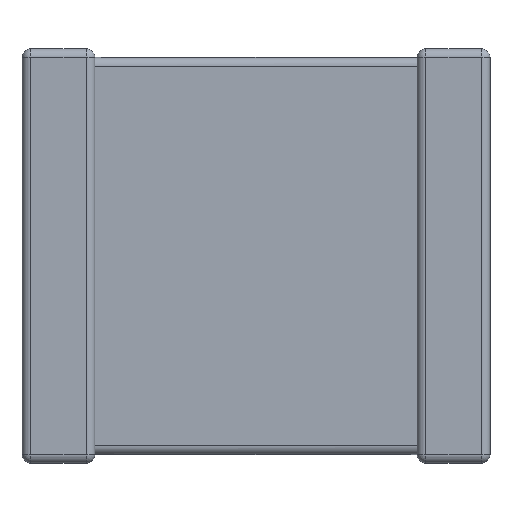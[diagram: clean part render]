
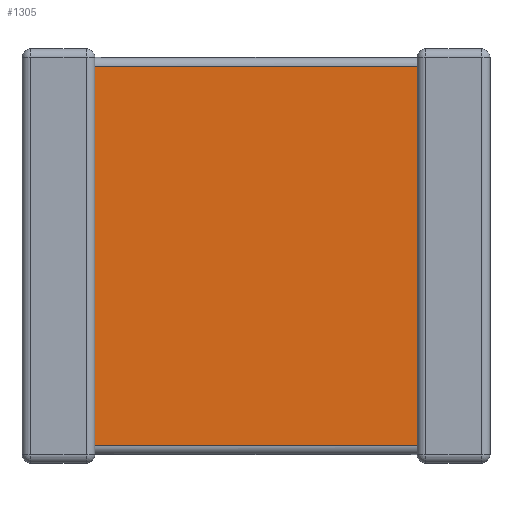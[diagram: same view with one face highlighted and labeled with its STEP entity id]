
A CAD part, front view. The second image highlights one B-rep face of the part: STEP entity #1305.
In plain terms, the highlighted planar face has unit normal (0, -1, 0).
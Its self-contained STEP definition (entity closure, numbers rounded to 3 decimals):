
#100 = LINE ( 'NONE', #3991, #1328 ) ;
#200 = VERTEX_POINT ( 'NONE', #3806 ) ;
#206 = DIRECTION ( 'NONE',  ( 1., 0., 0. ) ) ;
#305 = EDGE_CURVE ( 'NONE', #2471, #1339, #2575, .T. ) ;
#648 = DIRECTION ( 'NONE',  ( -1., 0., 0. ) ) ;
#849 = AXIS2_PLACEMENT_3D ( 'NONE', #2271, #2626, #3353 ) ;
#888 = CARTESIAN_POINT ( 'NONE',  ( 0.95, 0.112, -0.225 ) ) ;
#899 = EDGE_CURVE ( 'NONE', #200, #3223, #3043, .T. ) ;
#1121 = VECTOR ( 'NONE', #206, 1000. ) ;
#1305 = ADVANCED_FACE ( 'NONE', ( #3944 ), #1544, .T. ) ;
#1328 = VECTOR ( 'NONE', #4315, 1000. ) ;
#1339 = VERTEX_POINT ( 'NONE', #888 ) ;
#1490 = EDGE_CURVE ( 'NONE', #3223, #2471, #4276, .T. ) ;
#1530 = ORIENTED_EDGE ( 'NONE', *, *, #2030, .F. ) ;
#1544 = PLANE ( 'NONE',  #849 ) ;
#1620 = VECTOR ( 'NONE', #3291, 1000. ) ;
#1650 = CARTESIAN_POINT ( 'NONE',  ( 5.15, 0.112, -5.175 ) ) ;
#1856 = CARTESIAN_POINT ( 'NONE',  ( 5.15, 0.112, -5.4 ) ) ;
#1898 = ORIENTED_EDGE ( 'NONE', *, *, #1490, .T. ) ;
#2030 = EDGE_CURVE ( 'NONE', #200, #1339, #100, .T. ) ;
#2271 = CARTESIAN_POINT ( 'NONE',  ( 0.95, 0.112, -5.4 ) ) ;
#2471 = VERTEX_POINT ( 'NONE', #4325 ) ;
#2575 = LINE ( 'NONE', #4230, #3925 ) ;
#2626 = DIRECTION ( 'NONE',  ( 0., -1., 0. ) ) ;
#2990 = ORIENTED_EDGE ( 'NONE', *, *, #899, .T. ) ;
#3043 = LINE ( 'NONE', #4538, #1121 ) ;
#3223 = VERTEX_POINT ( 'NONE', #1650 ) ;
#3291 = DIRECTION ( 'NONE',  ( 0., 0., 1. ) ) ;
#3353 = DIRECTION ( 'NONE',  ( 1., 0., 0. ) ) ;
#3806 = CARTESIAN_POINT ( 'NONE',  ( 0.95, 0.112, -5.175 ) ) ;
#3925 = VECTOR ( 'NONE', #648, 1000. ) ;
#3944 = FACE_OUTER_BOUND ( 'NONE', #4379, .T. ) ;
#3991 = CARTESIAN_POINT ( 'NONE',  ( 0.95, 0.112, -5.4 ) ) ;
#4230 = CARTESIAN_POINT ( 'NONE',  ( 0.95, 0.112, -0.225 ) ) ;
#4276 = LINE ( 'NONE', #1856, #1620 ) ;
#4315 = DIRECTION ( 'NONE',  ( 0., 0., 1. ) ) ;
#4325 = CARTESIAN_POINT ( 'NONE',  ( 5.15, 0.112, -0.225 ) ) ;
#4379 = EDGE_LOOP ( 'NONE', ( #1530, #2990, #1898, #4433 ) ) ;
#4433 = ORIENTED_EDGE ( 'NONE', *, *, #305, .T. ) ;
#4538 = CARTESIAN_POINT ( 'NONE',  ( 5.15, 0.112, -5.175 ) ) ;
